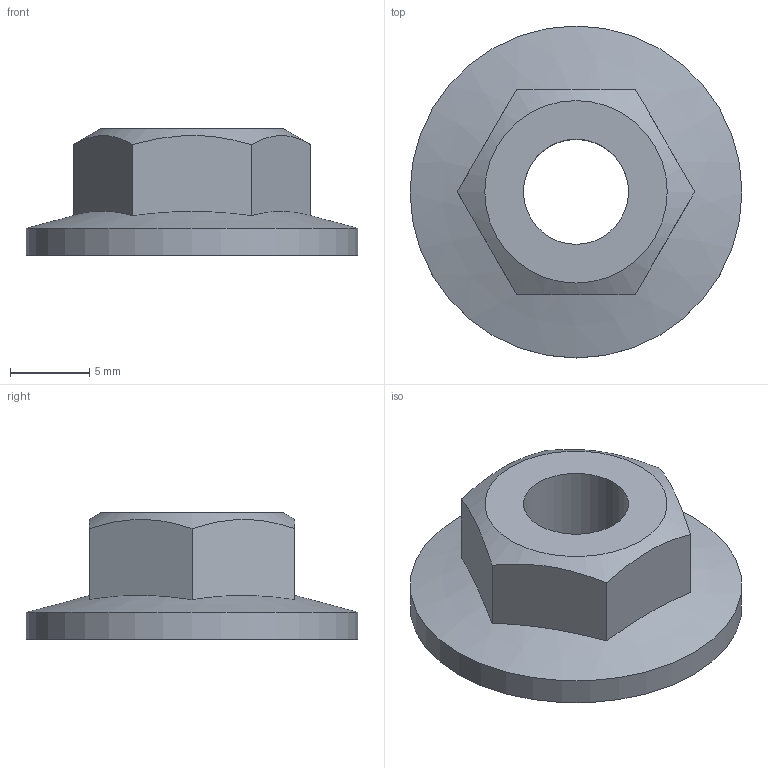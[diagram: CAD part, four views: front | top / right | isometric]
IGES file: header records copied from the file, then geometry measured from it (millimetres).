
Global section: file name: 210810.stp.ipt; native system: Autodesk Inventor 2014; preprocessor: unknown; author: zeman; date: 20151020.095750; units: millimetre
Bounding box: 21 x 21 x 8 mm (x, y, z)
Volume: 1311.2 mm3; surface area: 1127.8 mm2
Topology: 1 solids, 1 shells, 12 faces, 28 edges, 18 vertices
Faces by surface type: plane 8, cone 2, revolution 1, cylinder 1
Full cylindrical faces by diameter (mm): 21 x1
